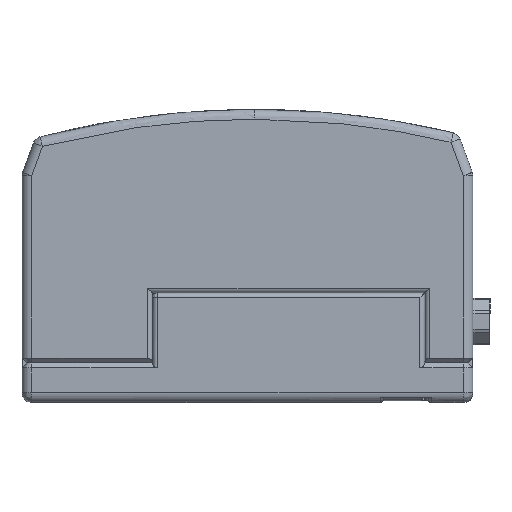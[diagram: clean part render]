
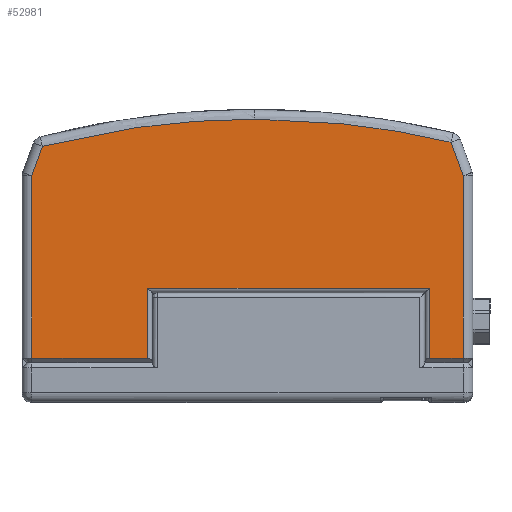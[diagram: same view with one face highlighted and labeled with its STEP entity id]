
A CAD part, front view. The second image highlights one B-rep face of the part: STEP entity #52981.
In plain terms, the highlighted planar face has unit normal (0, -1, 0).
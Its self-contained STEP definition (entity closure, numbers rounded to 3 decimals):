
#3476 = EDGE_CURVE ( 'Defeature completata1_703+Defeature completata1_769+Defeature completata1_771+Defeature completata1_772', #77874, #61349, #81081, .T. ) ;
#7471 = VECTOR ( 'NONE', #52759, 1000. ) ;
#9251 = VECTOR ( 'NONE', #114057, 1000. ) ;
#10385 = CARTESIAN_POINT ( 'NONE',  ( 191., 0., 93.99 ) ) ;
#13020 = LINE ( 'NONE', #170682, #264057 ) ;
#15850 = ORIENTED_EDGE ( 'NONE', *, *, #76776, .F. ) ;
#24980 = CARTESIAN_POINT ( 'NONE',  ( 334.488, 0., 128.695 ) ) ;
#25265 = CARTESIAN_POINT ( 'NONE',  ( 191., 0., 232.5 ) ) ;
#27947 = CARTESIAN_POINT ( 'NONE',  ( 362., 0., 186.089 ) ) ;
#29311 = EDGE_CURVE ( 'Defeature completata1_769+Defeature completata1_826+Defeature completata1_827+Defeature completata1_825', #256674, #56215, #97981, .T. ) ;
#29901 = LINE ( 'NONE', #118958, #223129 ) ;
#32831 = CARTESIAN_POINT ( 'NONE',  ( 8., 0., 36.5 ) ) ;
#38703 = CARTESIAN_POINT ( 'NONE',  ( 103.134, 0., 128.695 ) ) ;
#44004 = LINE ( 'NONE', #265970, #258821 ) ;
#45217 = VECTOR ( 'NONE', #121990, 1000. ) ;
#47478 = DIRECTION ( 'NONE',  ( 0.342, 0., 0.94 ) ) ;
#50476 = VECTOR ( 'NONE', #148503, 1000. ) ;
#52759 = DIRECTION ( 'NONE',  ( 1., 0., 0. ) ) ;
#52981 = ADVANCED_FACE ( 'Defeature completata1_769', ( #159438 ), #181358, .T. ) ;
#56215 = VERTEX_POINT ( 'NONE', #134172 ) ;
#56533 = CARTESIAN_POINT ( 'NONE',  ( 103.134, 0., 93.99 ) ) ;
#61349 = VERTEX_POINT ( 'NONE', #73515 ) ;
#67642 = CARTESIAN_POINT ( 'NONE',  ( 73.747, 0., 225.03 ) ) ;
#68945 = CARTESIAN_POINT ( 'NONE',  ( 191., 0., 128.695 ) ) ;
#73515 = CARTESIAN_POINT ( 'NONE',  ( 352.021, 0., 213.505 ) ) ;
#76776 = EDGE_CURVE ( 'Defeature completata1_734+Defeature completata1_769+Defeature completata1_783+Defeature completata1_809', #261783, #220725, #13020, .T. ) ;
#77874 = VERTEX_POINT ( 'NONE', #141284 ) ;
#78103 = ORIENTED_EDGE ( 'NONE', *, *, #242583, .T. ) ;
#81081 =( BOUNDED_CURVE ( )  B_SPLINE_CURVE ( 3, ( #257624, #129011, #99902, #193320 ),
 .UNSPECIFIED., .F., .T. ) 
 B_SPLINE_CURVE_WITH_KNOTS ( ( 4, 4 ),
 ( 0.52, 1. ),
 .UNSPECIFIED. ) 
 CURVE ( )  GEOMETRIC_REPRESENTATION_ITEM ( )  RATIONAL_B_SPLINE_CURVE ( ( 1., 0.995, 0.995, 1. ) ) 
 REPRESENTATION_ITEM ( '' )  );
#83517 = ORIENTED_EDGE ( 'NONE', *, *, #29311, .T. ) ;
#85169 = VERTEX_POINT ( 'NONE', #32831 ) ;
#89927 = EDGE_CURVE ( 'Defeature completata1_769+Defeature completata1_827+Defeature completata1_823+Defeature completata1_826', #130987, #256674, #141043, .T. ) ;
#90065 = DIRECTION ( 'NONE',  ( 0., 0., 1. ) ) ;
#91187 = CARTESIAN_POINT ( 'NONE',  ( 8., 0., 186.089 ) ) ;
#95407 = EDGE_CURVE ( 'Defeature completata1_703+Defeature completata1_769+Defeature completata1_771+Defeature completata1_772', #288851, #77874, #204000, .T. ) ;
#97981 = LINE ( 'NONE', #10385, #7471 ) ;
#98465 = DIRECTION ( 'NONE',  ( 1., 0., 0. ) ) ;
#99902 = CARTESIAN_POINT ( 'NONE',  ( 299.217, 0., 226.139 ) ) ;
#114057 = DIRECTION ( 'NONE',  ( 0., 0., -1. ) ) ;
#114917 = AXIS2_PLACEMENT_3D ( 'NONE', #68945, #133231, #250016 ) ;
#118805 = ORIENTED_EDGE ( 'NONE', *, *, #132600, .T. ) ;
#118958 = CARTESIAN_POINT ( 'NONE',  ( 191., 0., 36.5 ) ) ;
#119728 = CARTESIAN_POINT ( 'NONE',  ( 132.136, 0., 232.5 ) ) ;
#120582 = EDGE_CURVE ( 'Defeature completata1_706+Defeature completata1_769+Defeature completata1_772+Defeature completata1_783', #61349, #261783, #44004, .T. ) ;
#121990 = DIRECTION ( 'NONE',  ( 0., 0., 1. ) ) ;
#123490 = CARTESIAN_POINT ( 'NONE',  ( 16.779, 0., 210.21 ) ) ;
#129011 = CARTESIAN_POINT ( 'NONE',  ( 245.295, 0., 232.5 ) ) ;
#130987 = VERTEX_POINT ( 'NONE', #285135 ) ;
#131917 = CARTESIAN_POINT ( 'NONE',  ( 16.779, 0., 210.21 ) ) ;
#132600 = EDGE_CURVE ( 'Defeature completata1_769+Defeature completata1_824+Defeature completata1_825+Defeature completata1_734', #259307, #220725, #175778, .T. ) ;
#132963 = ORIENTED_EDGE ( 'NONE', *, *, #120582, .F. ) ;
#133231 = DIRECTION ( 'NONE',  ( 0., -1., 0. ) ) ;
#134172 = CARTESIAN_POINT ( 'NONE',  ( 334.488, 0., 93.99 ) ) ;
#138021 = CARTESIAN_POINT ( 'NONE',  ( 13.87, 0., 202.217 ) ) ;
#139024 = ORIENTED_EDGE ( 'NONE', *, *, #89927, .T. ) ;
#141043 = LINE ( 'NONE', #38703, #45217 ) ;
#141284 = CARTESIAN_POINT ( 'NONE',  ( 191., 0., 232.5 ) ) ;
#142291 = ORIENTED_EDGE ( 'NONE', *, *, #271973, .F. ) ;
#148503 = DIRECTION ( 'NONE',  ( 1., 0., 0. ) ) ;
#150692 = DIRECTION ( 'NONE',  ( 0.342, 0., -0.94 ) ) ;
#159438 = FACE_OUTER_BOUND ( 'NONE', #277178, .T. ) ;
#164660 = CARTESIAN_POINT ( 'NONE',  ( 362., 0., 36.5 ) ) ;
#168099 = VECTOR ( 'NONE', #47478, 1000. ) ;
#170682 = CARTESIAN_POINT ( 'NONE',  ( 362., 0., 158.098 ) ) ;
#175778 = LINE ( 'NONE', #259517, #50476 ) ;
#181358 = PLANE ( 'NONE',  #114917 ) ;
#181594 = ORIENTED_EDGE ( 'NONE', *, *, #3476, .F. ) ;
#188644 = EDGE_CURVE ( 'Defeature completata1_687+Defeature completata1_769+Defeature completata1_770+Defeature completata1_744', #85169, #280460, #246376, .T. ) ;
#188846 = ORIENTED_EDGE ( 'NONE', *, *, #204954, .T. ) ;
#193320 = CARTESIAN_POINT ( 'NONE',  ( 352.021, 0., 213.505 ) ) ;
#202461 = CARTESIAN_POINT ( 'NONE',  ( 334.488, 0., 36.5 ) ) ;
#203727 = LINE ( 'NONE', #138021, #168099 ) ;
#204000 =( BOUNDED_CURVE ( )  B_SPLINE_CURVE ( 3, ( #131917, #67642, #119728, #25265 ),
 .UNSPECIFIED., .F., .F. ) 
 B_SPLINE_CURVE_WITH_KNOTS ( ( 4, 4 ),
 ( 0., 0.52 ),
 .UNSPECIFIED. ) 
 CURVE ( )  GEOMETRIC_REPRESENTATION_ITEM ( )  RATIONAL_B_SPLINE_CURVE ( ( 1., 0.995, 0.995, 1. ) ) 
 REPRESENTATION_ITEM ( '' )  );
#204954 = EDGE_CURVE ( 'Defeature completata1_769+Defeature completata1_825+Defeature completata1_826+Defeature completata1_824', #56215, #259307, #225049, .T. ) ;
#220725 = VERTEX_POINT ( 'NONE', #164660 ) ;
#223129 = VECTOR ( 'NONE', #98465, 1000. ) ;
#225049 = LINE ( 'NONE', #24980, #9251 ) ;
#242583 = EDGE_CURVE ( 'Defeature completata1_769+Defeature completata1_823+Defeature completata1_687+Defeature completata1_827', #85169, #130987, #29901, .T. ) ;
#246376 = LINE ( 'NONE', #247808, #257868 ) ;
#247808 = CARTESIAN_POINT ( 'NONE',  ( 8., 0., 157.392 ) ) ;
#250016 = DIRECTION ( 'NONE',  ( 0., 0., -1. ) ) ;
#256674 = VERTEX_POINT ( 'NONE', #56533 ) ;
#257624 = CARTESIAN_POINT ( 'NONE',  ( 191., 0., 232.5 ) ) ;
#257868 = VECTOR ( 'NONE', #90065, 1000. ) ;
#258821 = VECTOR ( 'NONE', #150692, 1000. ) ;
#259307 = VERTEX_POINT ( 'NONE', #202461 ) ;
#259517 = CARTESIAN_POINT ( 'NONE',  ( 191., 0., 36.5 ) ) ;
#261783 = VERTEX_POINT ( 'NONE', #27947 ) ;
#264057 = VECTOR ( 'NONE', #280212, 1000. ) ;
#265970 = CARTESIAN_POINT ( 'NONE',  ( 355.499, 0., 203.95 ) ) ;
#271973 = EDGE_CURVE ( 'Defeature completata1_692+Defeature completata1_769+Defeature completata1_744+Defeature completata1_771', #280460, #288851, #203727, .T. ) ;
#277178 = EDGE_LOOP ( 'NONE', ( #287906, #78103, #139024, #83517, #188846, #118805, #15850, #132963, #181594, #288290, #142291 ) ) ;
#280212 = DIRECTION ( 'NONE',  ( 0., 0., -1. ) ) ;
#280460 = VERTEX_POINT ( 'NONE', #91187 ) ;
#285135 = CARTESIAN_POINT ( 'NONE',  ( 103.134, 0., 36.5 ) ) ;
#287906 = ORIENTED_EDGE ( 'NONE', *, *, #188644, .F. ) ;
#288290 = ORIENTED_EDGE ( 'NONE', *, *, #95407, .F. ) ;
#288851 = VERTEX_POINT ( 'NONE', #123490 ) ;
